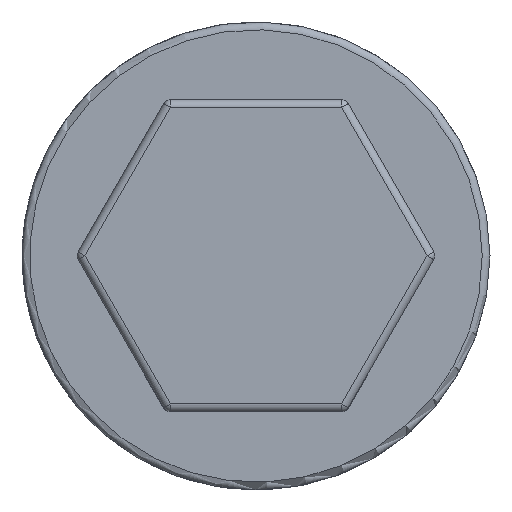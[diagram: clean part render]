
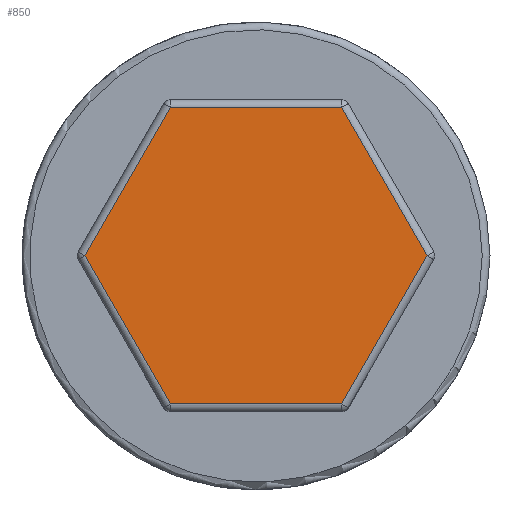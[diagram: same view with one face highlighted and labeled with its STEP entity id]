
A CAD part, top view. The second image highlights one B-rep face of the part: STEP entity #850.
In plain terms, the highlighted planar face has unit normal (0, 0, 1).
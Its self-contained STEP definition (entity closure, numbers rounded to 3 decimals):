
#332=CARTESIAN_POINT('',(5.485,9.5,10.));
#333=VERTEX_POINT('',#332);
#389=CARTESIAN_POINT('',(10.97,0.,10.));
#390=VERTEX_POINT('',#389);
#447=CARTESIAN_POINT('',(5.485,9.5,10.));
#448=DIRECTION('',(0.5,-0.866,0.));
#449=VECTOR('',#448,10.97);
#450=LINE('',#447,#449);
#451=EDGE_CURVE('',#333,#390,#450,.T.);
#468=CARTESIAN_POINT('',(-5.485,9.5,10.));
#469=VERTEX_POINT('',#468);
#525=CARTESIAN_POINT('',(5.485,-9.5,10.));
#526=VERTEX_POINT('',#525);
#583=CARTESIAN_POINT('',(10.97,0.,10.));
#584=DIRECTION('',(-0.5,-0.866,0.));
#585=VECTOR('',#584,10.97);
#586=LINE('',#583,#585);
#587=EDGE_CURVE('',#390,#526,#586,.T.);
#604=CARTESIAN_POINT('',(-10.97,0.,10.));
#605=VERTEX_POINT('',#604);
#661=CARTESIAN_POINT('',(-5.485,-9.5,10.));
#662=VERTEX_POINT('',#661);
#719=CARTESIAN_POINT('',(5.485,-9.5,10.));
#720=DIRECTION('',(-1.,0.,0.));
#721=VECTOR('',#720,10.97);
#722=LINE('',#719,#721);
#723=EDGE_CURVE('',#526,#662,#722,.T.);
#741=CARTESIAN_POINT('',(-5.485,-9.5,10.));
#742=DIRECTION('',(-0.5,0.866,0.));
#743=VECTOR('',#742,10.97);
#744=LINE('',#741,#743);
#745=EDGE_CURVE('',#662,#605,#744,.T.);
#763=CARTESIAN_POINT('',(-10.97,0.,10.));
#764=DIRECTION('',(0.5,0.866,0.));
#765=VECTOR('',#764,10.97);
#766=LINE('',#763,#765);
#767=EDGE_CURVE('',#605,#469,#766,.T.);
#785=CARTESIAN_POINT('',(-5.485,9.5,10.));
#786=DIRECTION('',(1.,0.,0.));
#787=VECTOR('',#786,10.97);
#788=LINE('',#785,#787);
#789=EDGE_CURVE('',#469,#333,#788,.T.);
#837=CARTESIAN_POINT('',(0.,0.,10.));
#838=DIRECTION('',(1.,0.,0.));
#839=DIRECTION('',(0.,0.,1.));
#840=AXIS2_PLACEMENT_3D('',#837,#839,#838);
#841=PLANE('',#840);
#842=ORIENTED_EDGE('',*,*,#451,.F.);
#843=ORIENTED_EDGE('',*,*,#789,.F.);
#844=ORIENTED_EDGE('',*,*,#767,.F.);
#845=ORIENTED_EDGE('',*,*,#745,.F.);
#846=ORIENTED_EDGE('',*,*,#723,.F.);
#847=ORIENTED_EDGE('',*,*,#587,.F.);
#848=EDGE_LOOP('',(#842,#843,#844,#845,#846,#847));
#849=FACE_OUTER_BOUND('',#848,.T.);
#850=ADVANCED_FACE('F28',(#849),#841,.T.);
